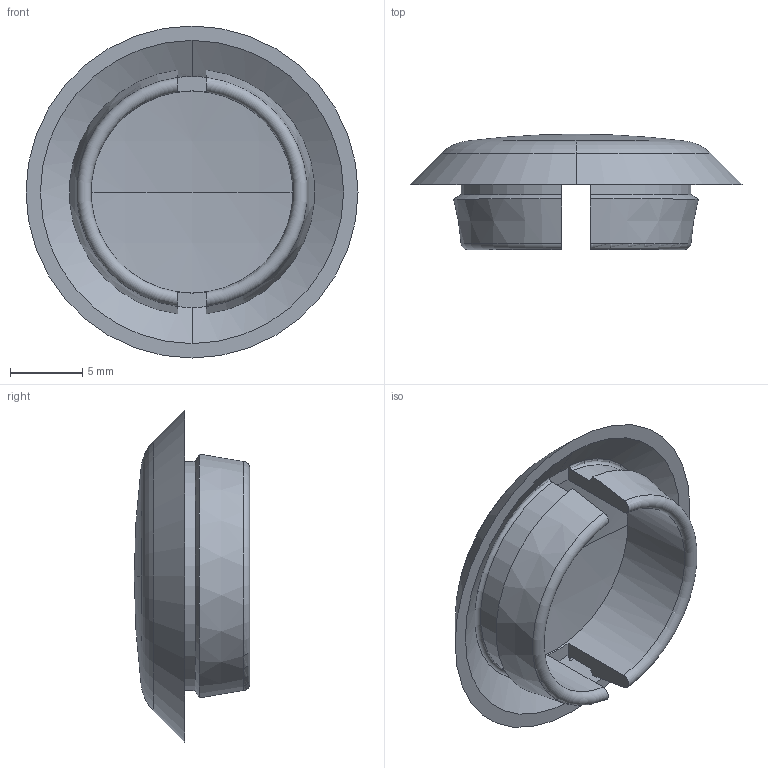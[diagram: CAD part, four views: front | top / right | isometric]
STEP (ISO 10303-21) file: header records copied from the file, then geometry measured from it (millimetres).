
FILE_DESCRIPTION (( 'STEP AP203' ), '1' );
FILE_NAME ('FC-742-2.STEP', '2007-01-30T01:52:13', ( ' ' ), ( ' ' ), 'SwSTEP 2.0', 'SolidWorks 2006004', '' );
FILE_SCHEMA (( 'CONFIG_CONTROL_DESIGN' ));
Length unit declared in the file: millimetre
Products named in the file (1): FC-742-2
Bounding box: 23 x 8 x 23 mm (x, y, z)
Volume: 837.5 mm3; surface area: 1458.6 mm2
Topology: 1 solids, 1 shells, 29 faces, 78 edges, 52 vertices
Faces by surface type: cone 8, plane 7, torus 6, cylinder 4, sphere 4
Entity records: 1073 total; most frequent: CARTESIAN_POINT 264, DIRECTION 158, ORIENTED_EDGE 156, EDGE_CURVE 78, AXIS2_PLACEMENT_3D 70, VERTEX_POINT 52, CIRCLE 40, EDGE_LOOP 30
